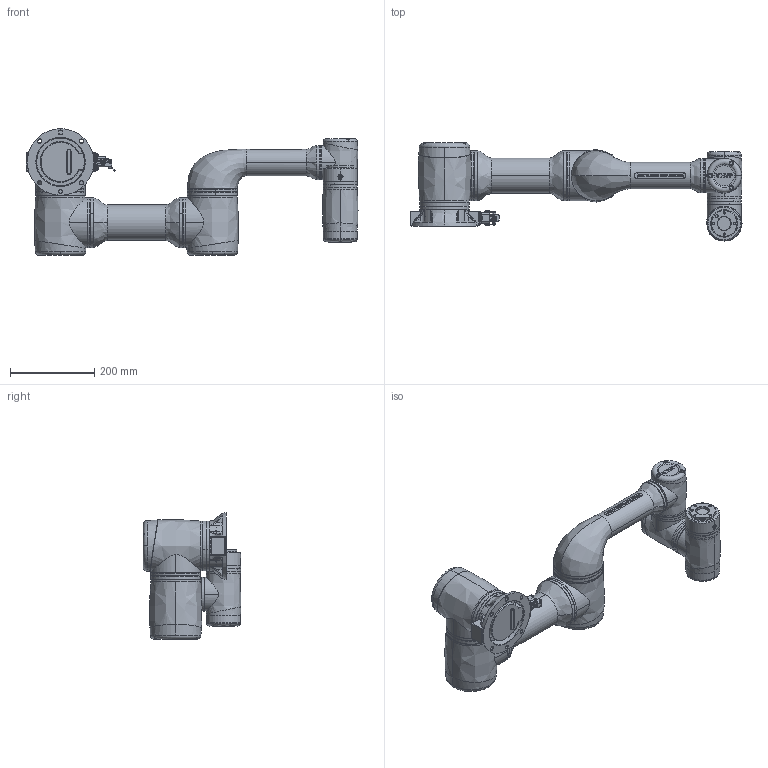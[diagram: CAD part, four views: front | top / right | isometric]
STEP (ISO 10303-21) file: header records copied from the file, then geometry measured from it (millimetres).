
FILE_DESCRIPTION (( 'STEP AP214' ), '1' );
FILE_NAME ('Zu 7.STEP', '2023-10-13T08:59:37', ( '' ), ( '' ), 'SwSTEP 2.0', 'SolidWorks 2016', '' );
FILE_SCHEMA (( 'AUTOMOTIVE_DESIGN' ));
Length unit declared in the file: millimetre
Products named in the file (8): ZU 7 03; Zu 7 00; Zu 7 06; Zu 7; Zu 7 04; ZU 7 02; Zu 7 01; Zu 7 05
Assembly tree (7 placements, depth 2):
  Zu 7
    Zu 7 00
    Zu 7 01
    ZU 7 02
    ZU 7 03
    Zu 7 04
    Zu 7 05
    Zu 7 06
Bounding box: 787.68 x 232.46 x 300.65 mm (x, y, z)
Volume: 11189911.1 mm3; surface area: 671082.9 mm2
Topology: 11 solids, 15 shells, 1926 faces, 5060 edges, 3294 vertices
Faces by surface type: plane 985, cylinder 450, bspline 349, torus 80, cone 59, sphere 3
Entity records: 101233 total; most frequent: CARTESIAN_POINT 45478, ORIENTED_EDGE 9989, DIRECTION 8112, EDGE_CURVE 5042, VERTEX_POINT 3294, VECTOR 2850, LINE 2850, AXIS2_PLACEMENT_3D 2631
